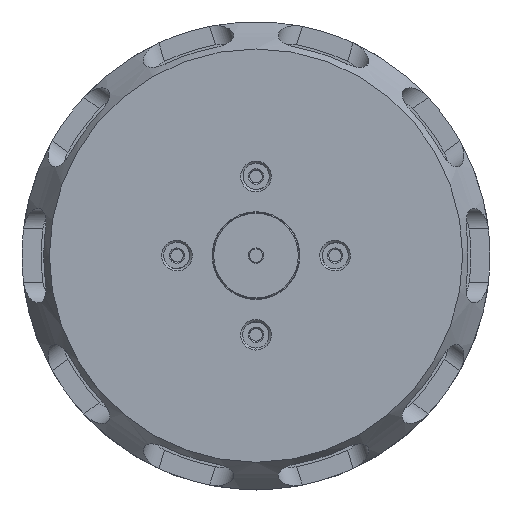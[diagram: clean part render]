
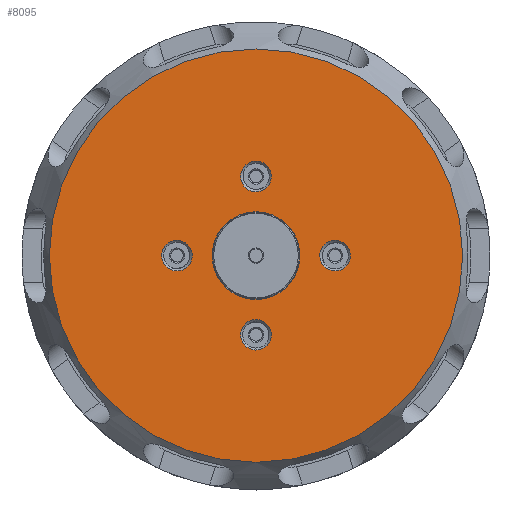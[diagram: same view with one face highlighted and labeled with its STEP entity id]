
A CAD part, top view. The second image highlights one B-rep face of the part: STEP entity #8095.
In plain terms, the highlighted planar face has unit normal (0, 0, 1).
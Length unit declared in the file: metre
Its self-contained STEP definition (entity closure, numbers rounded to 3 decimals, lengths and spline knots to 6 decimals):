
#3645=ORIENTED_EDGE('',*,*,#5069,.T.);
#3646=ORIENTED_EDGE('',*,*,#5070,.F.);
#3647=ORIENTED_EDGE('',*,*,#5071,.T.);
#3648=ORIENTED_EDGE('',*,*,#5072,.T.);
#3649=ORIENTED_EDGE('',*,*,#5073,.T.);
#3650=ORIENTED_EDGE('',*,*,#5074,.T.);
#5069=EDGE_CURVE('',#5881,#5881,#6268,.T.);
#5070=EDGE_CURVE('',#5882,#5882,#6269,.T.);
#5071=EDGE_CURVE('',#5883,#5883,#6270,.T.);
#5072=EDGE_CURVE('',#5884,#5884,#6271,.T.);
#5073=EDGE_CURVE('',#5885,#5885,#6272,.T.);
#5074=EDGE_CURVE('',#5886,#5886,#6273,.T.);
#5881=VERTEX_POINT('',#19030);
#5882=VERTEX_POINT('',#19032);
#5883=VERTEX_POINT('',#19034);
#5884=VERTEX_POINT('',#19036);
#5885=VERTEX_POINT('',#19038);
#5886=VERTEX_POINT('',#19040);
#6268=CIRCLE('',#8863,0.0086);
#6269=CIRCLE('',#8864,0.0405);
#6270=CIRCLE('',#8865,0.003);
#6271=CIRCLE('',#8866,0.003);
#6272=CIRCLE('',#8867,0.003);
#6273=CIRCLE('',#8868,0.003);
#6832=EDGE_LOOP('',(#3645));
#6833=EDGE_LOOP('',(#3646));
#6834=EDGE_LOOP('',(#3647));
#6835=EDGE_LOOP('',(#3648));
#6836=EDGE_LOOP('',(#3649));
#6837=EDGE_LOOP('',(#3650));
#7422=FACE_BOUND('',#6832,.T.);
#7423=FACE_BOUND('',#6833,.T.);
#7424=FACE_BOUND('',#6834,.T.);
#7425=FACE_BOUND('',#6835,.T.);
#7426=FACE_BOUND('',#6836,.T.);
#7427=FACE_BOUND('',#6837,.T.);
#7636=PLANE('',#8862);
#8095=ADVANCED_FACE('',(#7422,#7423,#7424,#7425,#7426,#7427),#7636,.F.);
#8862=AXIS2_PLACEMENT_3D('',#19028,#10764,#10765);
#8863=AXIS2_PLACEMENT_3D('',#19029,#10766,#10767);
#8864=AXIS2_PLACEMENT_3D('',#19031,#10768,#10769);
#8865=AXIS2_PLACEMENT_3D('',#19033,#10770,#10771);
#8866=AXIS2_PLACEMENT_3D('',#19035,#10772,#10773);
#8867=AXIS2_PLACEMENT_3D('',#19037,#10774,#10775);
#8868=AXIS2_PLACEMENT_3D('',#19039,#10776,#10777);
#10764=DIRECTION('',(0.,0.,-1.));
#10765=DIRECTION('',(-1.,0.,0.));
#10766=DIRECTION('',(0.,0.,-1.));
#10767=DIRECTION('',(-1.,0.,0.));
#10768=DIRECTION('',(0.,0.,-1.));
#10769=DIRECTION('',(-1.,0.,0.));
#10770=DIRECTION('',(0.,0.,-1.));
#10771=DIRECTION('',(-1.,0.,0.));
#10772=DIRECTION('',(0.,0.,-1.));
#10773=DIRECTION('',(-1.,0.,0.));
#10774=DIRECTION('',(0.,0.,-1.));
#10775=DIRECTION('',(-1.,0.,0.));
#10776=DIRECTION('',(0.,0.,-1.));
#10777=DIRECTION('',(-1.,0.,0.));
#19028=CARTESIAN_POINT('',(0.,-0.0086,0.048));
#19029=CARTESIAN_POINT('',(0.,0.,0.048));
#19030=CARTESIAN_POINT('',(-0.0086,0.,0.048));
#19031=CARTESIAN_POINT('',(0.,0.,0.048));
#19032=CARTESIAN_POINT('',(-0.0405,0.,0.048));
#19033=CARTESIAN_POINT('',(-0.0155,0.,0.048));
#19034=CARTESIAN_POINT('',(-0.0185,0.,0.048));
#19035=CARTESIAN_POINT('',(0.,-0.0155,0.048));
#19036=CARTESIAN_POINT('',(-0.003,-0.0155,0.048));
#19037=CARTESIAN_POINT('',(0.,0.0155,0.048));
#19038=CARTESIAN_POINT('',(-0.003,0.0155,0.048));
#19039=CARTESIAN_POINT('',(0.0155,0.,0.048));
#19040=CARTESIAN_POINT('',(0.0125,0.,0.048));
